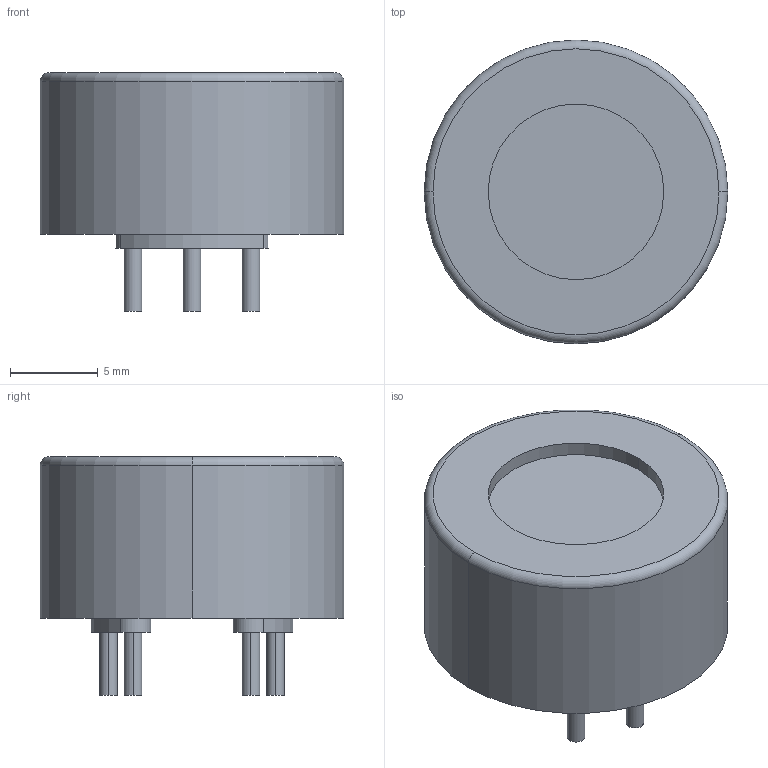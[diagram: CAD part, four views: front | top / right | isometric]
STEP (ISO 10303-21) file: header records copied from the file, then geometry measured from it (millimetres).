
FILE_DESCRIPTION((''),'2;1');
FILE_NAME('HANWEI_MQ-3_B.stp','2013-04-25T15:38:22',(''),(''),'Mechanical Desktop 2011','Mechanical Desktop 2011',', , ');
FILE_SCHEMA(('AUTOMOTIVE_DESIGN { 1 2 10303 214 1 1 1 1 }'));
Length unit declared in the file: millimetre
Products named in the file (1): Product
Bounding box: 17.3 x 17.3 x 13.6 mm (x, y, z)
Volume: 2142.7 mm3; surface area: 1812.1 mm2
Topology: 10 solids, 10 shells, 52 faces, 88 edges, 58 vertices
Faces by surface type: cylinder 28, plane 22, torus 2
Entity records: 1306 total; most frequent: DIRECTION 254, CARTESIAN_POINT 199, ORIENTED_EDGE 176, AXIS2_PLACEMENT_3D 113, EDGE_CURVE 88, CIRCLE 60, VERTEX_POINT 58, EDGE_LOOP 54
